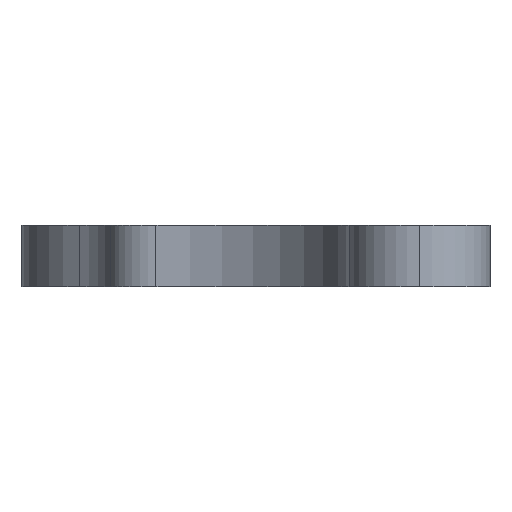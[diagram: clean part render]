
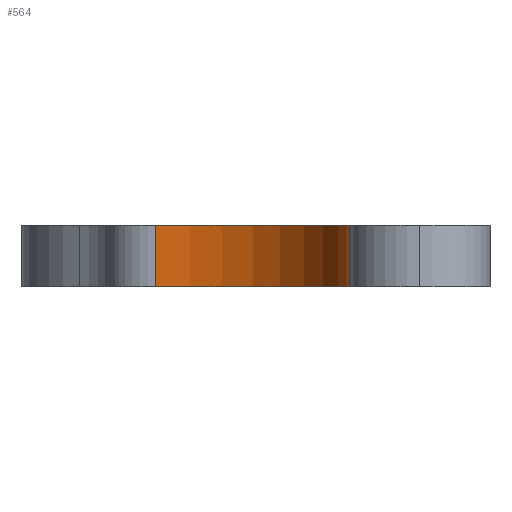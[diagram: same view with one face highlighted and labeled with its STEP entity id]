
A CAD part, left-side view. The second image highlights one B-rep face of the part: STEP entity #564.
In plain terms, the highlighted cylindrical face has radius 11 mm (diameter 22 mm), a partial arc.
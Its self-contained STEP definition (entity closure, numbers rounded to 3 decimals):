
#5 = LINE ( 'NONE', #173, #109 ) ;
#17 = CARTESIAN_POINT ( 'NONE',  ( -21.16, -11., 3.5 ) ) ;
#55 = VERTEX_POINT ( 'NONE', #17 ) ;
#57 = DIRECTION ( 'NONE',  ( 0., 0., -1. ) ) ;
#59 = AXIS2_PLACEMENT_3D ( 'NONE', #717, #319, #649 ) ;
#109 = VECTOR ( 'NONE', #838, 1000. ) ;
#159 = ORIENTED_EDGE ( 'NONE', *, *, #737, .F. ) ;
#173 = CARTESIAN_POINT ( 'NONE',  ( -21.16, -11., 3.5 ) ) ;
#220 = DIRECTION ( 'NONE',  ( -1., 0., 0. ) ) ;
#244 = EDGE_LOOP ( 'NONE', ( #834, #748, #159, #436 ) ) ;
#316 = AXIS2_PLACEMENT_3D ( 'NONE', #830, #57, #396 ) ;
#319 = DIRECTION ( 'NONE',  ( 0., 0., -1. ) ) ;
#332 = VERTEX_POINT ( 'NONE', #730 ) ;
#368 = EDGE_CURVE ( 'NONE', #435, #332, #545, .T. ) ;
#379 = CIRCLE ( 'NONE', #316, 11. ) ;
#385 = CARTESIAN_POINT ( 'NONE',  ( -21.16, 0., 3.5 ) ) ;
#396 = DIRECTION ( 'NONE',  ( 1., 0., 0. ) ) ;
#435 = VERTEX_POINT ( 'NONE', #637 ) ;
#436 = ORIENTED_EDGE ( 'NONE', *, *, #653, .T. ) ;
#456 = DIRECTION ( 'NONE',  ( 0., 0., -1. ) ) ;
#467 = CYLINDRICAL_SURFACE ( 'NONE', #620, 11. ) ;
#545 = CIRCLE ( 'NONE', #59, 11. ) ;
#557 = DIRECTION ( 'NONE',  ( 0., 0., -1. ) ) ;
#564 = ADVANCED_FACE ( 'NONE', ( #873 ), #467, .F. ) ;
#620 = AXIS2_PLACEMENT_3D ( 'NONE', #385, #456, #220 ) ;
#637 = CARTESIAN_POINT ( 'NONE',  ( -10.16, 0., 0. ) ) ;
#649 = DIRECTION ( 'NONE',  ( 1., 0., 0. ) ) ;
#653 = EDGE_CURVE ( 'NONE', #655, #435, #798, .T. ) ;
#655 = VERTEX_POINT ( 'NONE', #803 ) ;
#717 = CARTESIAN_POINT ( 'NONE',  ( -21.16, 0., 0. ) ) ;
#730 = CARTESIAN_POINT ( 'NONE',  ( -21.16, -11., 0. ) ) ;
#737 = EDGE_CURVE ( 'NONE', #655, #55, #379, .T. ) ;
#748 = ORIENTED_EDGE ( 'NONE', *, *, #1067, .F. ) ;
#798 = LINE ( 'NONE', #972, #1044 ) ;
#803 = CARTESIAN_POINT ( 'NONE',  ( -10.16, 0., 3.5 ) ) ;
#830 = CARTESIAN_POINT ( 'NONE',  ( -21.16, 0., 3.5 ) ) ;
#834 = ORIENTED_EDGE ( 'NONE', *, *, #368, .T. ) ;
#838 = DIRECTION ( 'NONE',  ( 0., 0., -1. ) ) ;
#873 = FACE_OUTER_BOUND ( 'NONE', #244, .T. ) ;
#972 = CARTESIAN_POINT ( 'NONE',  ( -10.16, 0., 3.5 ) ) ;
#1044 = VECTOR ( 'NONE', #557, 1000. ) ;
#1067 = EDGE_CURVE ( 'NONE', #55, #332, #5, .T. ) ;
